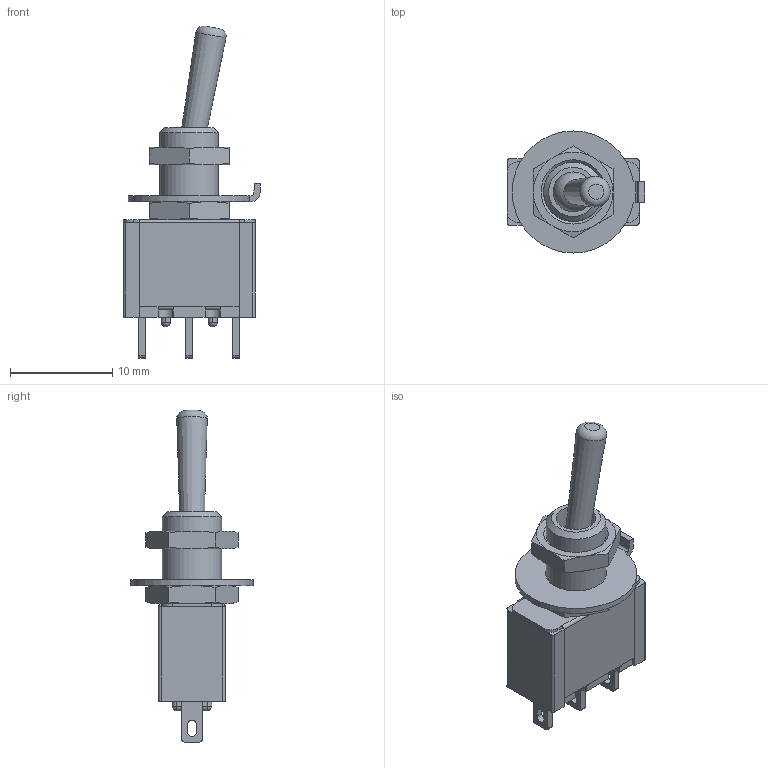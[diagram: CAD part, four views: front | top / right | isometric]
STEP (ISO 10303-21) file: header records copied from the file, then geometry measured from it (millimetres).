
FILE_DESCRIPTION(('FreeCAD Model'),'2;1');
FILE_NAME('Open CASCADE Shape Model','2023-05-09T09:38:23',(''),(''), 'Open CASCADE STEP processor 7.6','FreeCAD','Unknown');
FILE_SCHEMA(('AUTOMOTIVE_DESIGN { 1 0 10303 214 1 1 1 1 }'));
Length unit declared in the file: millimetre
Products named in the file (9): Unnamed; Body; Body001; Body002; Body003; Body004; Body005; Array; Body006
Assembly tree (10 placements, depth 3):
  Unnamed
    Body
    Body001
    Body002
    Body003
    Body004
    Body005
    Array
      Body006  x3
Bounding box: 13.45 x 11.95 x 32.49 mm (x, y, z)
Volume: 1222.5 mm3; surface area: 1960.4 mm2
Topology: 9 solids, 9 shells, 208 faces, 483 edges, 296 vertices
Faces by surface type: plane 120, cylinder 52, cone 30, revolution 4, sphere 1, torus 1
Full cylindrical faces by diameter (mm): 3.9 x1, 5.8 x2
Entity records: 11242 total; most frequent: CARTESIAN_POINT 2400, DIRECTION 1691, ORIENTED_EDGE 844, LINE 844, VECTOR 844, PCURVE 844, DEFINITIONAL_REPRESENTATION 844, EDGE_CURVE 422
